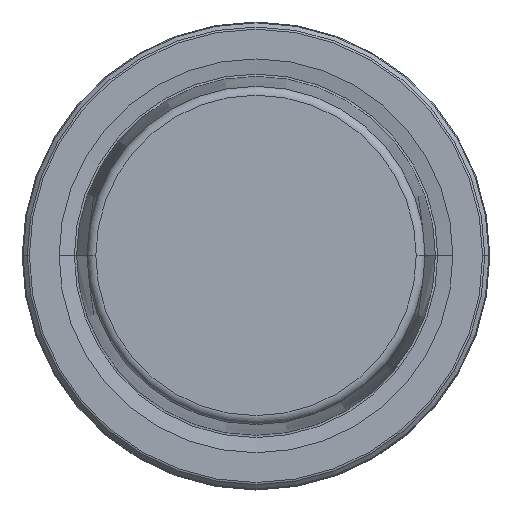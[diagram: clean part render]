
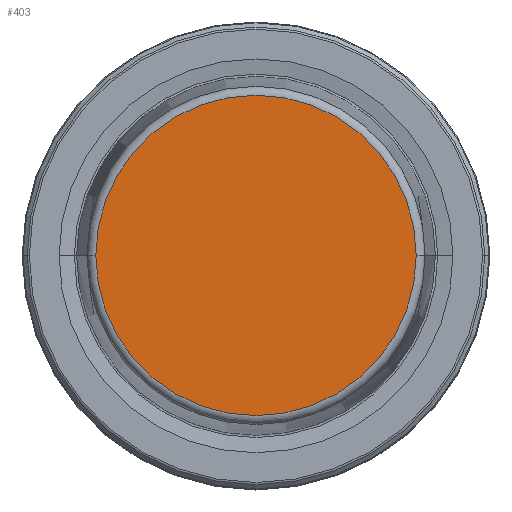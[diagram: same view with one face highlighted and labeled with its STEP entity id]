
A CAD part, top view. The second image highlights one B-rep face of the part: STEP entity #403.
In plain terms, the highlighted planar face has unit normal (0, 0, 1).
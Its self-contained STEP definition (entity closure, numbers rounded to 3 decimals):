
#13 = DIRECTION ( 'NONE',  ( 1., 0., 0. ) ) ;
#105 = AXIS2_PLACEMENT_3D ( 'NONE', #1040, #472, #169 ) ;
#122 = ORIENTED_EDGE ( 'NONE', *, *, #870, .T. ) ;
#169 = DIRECTION ( 'NONE',  ( -1., 0., 0. ) ) ;
#182 = VERTEX_POINT ( 'NONE', #948 ) ;
#268 = CARTESIAN_POINT ( 'NONE',  ( 0., 0., 31.9 ) ) ;
#369 = CARTESIAN_POINT ( 'NONE',  ( 0., 0., 31.9 ) ) ;
#403 = ADVANCED_FACE ( 'NONE', ( #460 ), #1159, .F. ) ;
#460 = FACE_OUTER_BOUND ( 'NONE', #509, .T. ) ;
#472 = DIRECTION ( 'NONE',  ( 0., 0., -1. ) ) ;
#479 = VERTEX_POINT ( 'NONE', #599 ) ;
#509 = EDGE_LOOP ( 'NONE', ( #1049, #122 ) ) ;
#599 = CARTESIAN_POINT ( 'NONE',  ( -21.581, 0., 31.9 ) ) ;
#735 = CIRCLE ( 'NONE', #750, 21.581 ) ;
#750 = AXIS2_PLACEMENT_3D ( 'NONE', #369, #828, #872 ) ;
#802 = EDGE_CURVE ( 'NONE', #182, #479, #1211, .T. ) ;
#809 = AXIS2_PLACEMENT_3D ( 'NONE', #268, #1108, #13 ) ;
#828 = DIRECTION ( 'NONE',  ( 0., 0., 1. ) ) ;
#870 = EDGE_CURVE ( 'NONE', #479, #182, #735, .T. ) ;
#872 = DIRECTION ( 'NONE',  ( 1., 0., 0. ) ) ;
#948 = CARTESIAN_POINT ( 'NONE',  ( 21.581, 0., 31.9 ) ) ;
#1040 = CARTESIAN_POINT ( 'NONE',  ( 0., 0., 31.9 ) ) ;
#1049 = ORIENTED_EDGE ( 'NONE', *, *, #802, .T. ) ;
#1108 = DIRECTION ( 'NONE',  ( 0., 0., 1. ) ) ;
#1159 = PLANE ( 'NONE',  #105 ) ;
#1211 = CIRCLE ( 'NONE', #809, 21.581 ) ;
